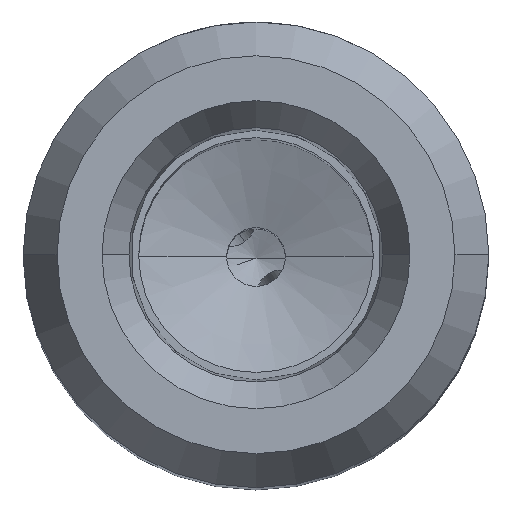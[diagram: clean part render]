
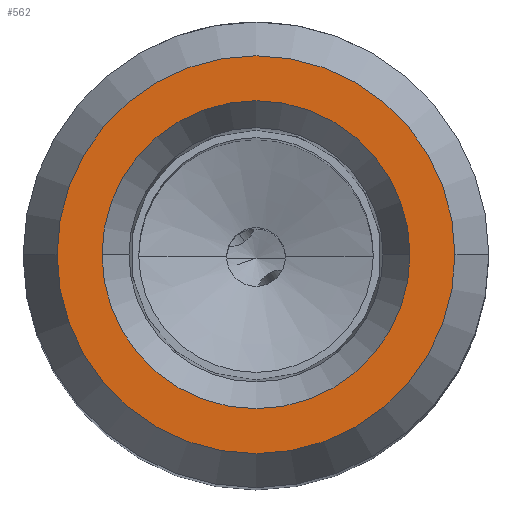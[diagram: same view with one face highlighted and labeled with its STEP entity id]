
A CAD part, top view. The second image highlights one B-rep face of the part: STEP entity #562.
In plain terms, the highlighted planar face has unit normal (0, 0, 1).
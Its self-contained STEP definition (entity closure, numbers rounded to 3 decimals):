
#166=FACE_BOUND('',#1009,.T.);
#167=FACE_BOUND('',#1010,.T.);
#200=PLANE('',#4175);
#562=ADVANCED_FACE('',(#166,#167),#200,.T.);
#1009=EDGE_LOOP('',(#1704,#1705));
#1010=EDGE_LOOP('',(#1706,#1707));
#1704=ORIENTED_EDGE('',*,*,#3339,.T.);
#1705=ORIENTED_EDGE('',*,*,#3340,.T.);
#1706=ORIENTED_EDGE('',*,*,#3341,.T.);
#1707=ORIENTED_EDGE('',*,*,#3342,.T.);
#2880=VERTEX_POINT('',#5656);
#2881=VERTEX_POINT('',#5658);
#2882=VERTEX_POINT('',#5664);
#2883=VERTEX_POINT('',#5665);
#3339=EDGE_CURVE('',#2880,#2881,#3892,.T.);
#3340=EDGE_CURVE('',#2881,#2880,#3893,.T.);
#3341=EDGE_CURVE('',#2882,#2883,#3894,.T.);
#3342=EDGE_CURVE('',#2883,#2882,#3895,.T.);
#3892=CIRCLE('',#4169,5.25);
#3893=CIRCLE('',#4171,5.25);
#3894=CIRCLE('',#4173,6.783);
#3895=CIRCLE('',#4174,6.783);
#4169=AXIS2_PLACEMENT_3D('',#5659,#4622,#4623);
#4171=AXIS2_PLACEMENT_3D('',#5661,#4626,#4627);
#4173=AXIS2_PLACEMENT_3D('',#5663,#4630,#4631);
#4174=AXIS2_PLACEMENT_3D('',#5666,#4632,#4633);
#4175=AXIS2_PLACEMENT_3D('',#5667,#4634,#4635);
#4622=DIRECTION('',(0.,0.,-1.));
#4623=DIRECTION('',(-1.,0.,0.));
#4626=DIRECTION('',(0.,0.,-1.));
#4627=DIRECTION('',(1.,0.,0.));
#4630=DIRECTION('',(0.,0.,1.));
#4631=DIRECTION('',(-1.,0.,0.));
#4632=DIRECTION('',(0.,0.,1.));
#4633=DIRECTION('',(1.,0.,0.));
#4634=DIRECTION('',(0.,0.,1.));
#4635=DIRECTION('',(-1.,0.,0.));
#5656=CARTESIAN_POINT('',(-5.25,0.,24.5));
#5658=CARTESIAN_POINT('',(5.25,0.,24.5));
#5659=CARTESIAN_POINT('',(0.,0.,24.5));
#5661=CARTESIAN_POINT('',(0.,0.,24.5));
#5663=CARTESIAN_POINT('',(0.,0.,24.5));
#5664=CARTESIAN_POINT('',(-6.783,0.,24.5));
#5665=CARTESIAN_POINT('',(6.783,0.,24.5));
#5666=CARTESIAN_POINT('',(0.,0.,24.5));
#5667=CARTESIAN_POINT('',(0.,0.,24.5));
